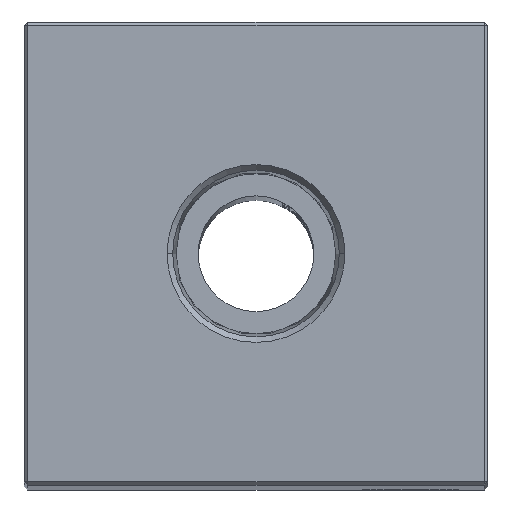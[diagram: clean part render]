
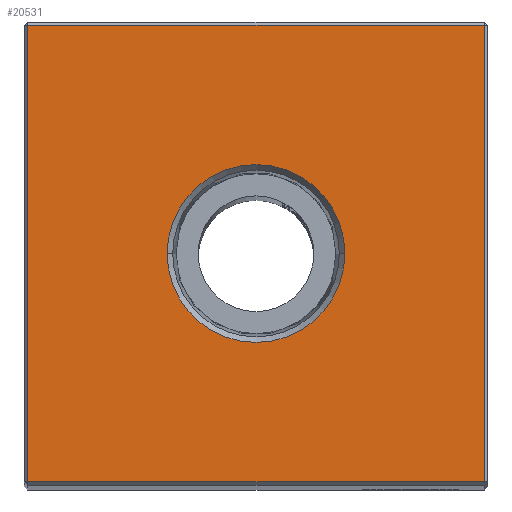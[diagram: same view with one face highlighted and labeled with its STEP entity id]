
A CAD part, top view. The second image highlights one B-rep face of the part: STEP entity #20531.
In plain terms, the highlighted planar face has unit normal (0, 0, 1).
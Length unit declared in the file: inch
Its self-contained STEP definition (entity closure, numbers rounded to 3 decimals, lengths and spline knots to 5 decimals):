
#278 = VECTOR ( 'NONE', #16171, 39.37008 ) ;
#616 = DIRECTION ( 'NONE',  ( 0., 0., 1. ) ) ;
#2028 = AXIS2_PLACEMENT_3D ( 'NONE', #15375, #616, #17834 ) ;
#3423 = LINE ( 'NONE', #27230, #15766 ) ;
#3811 = VERTEX_POINT ( 'NONE', #26840 ) ;
#4007 = CARTESIAN_POINT ( 'NONE',  ( -0.288, 0., 9.25 ) ) ;
#5218 = VERTEX_POINT ( 'NONE', #24444 ) ;
#5781 = ORIENTED_EDGE ( 'NONE', *, *, #13263, .T. ) ;
#6120 = EDGE_CURVE ( 'NONE', #9588, #16615, #28993, .T. ) ;
#7409 = VERTEX_POINT ( 'NONE', #24360 ) ;
#7892 = LINE ( 'NONE', #10929, #21038 ) ;
#9303 = DIRECTION ( 'NONE',  ( 0., 0., -1. ) ) ;
#9554 = EDGE_CURVE ( 'NONE', #5218, #3811, #29180, .T. ) ;
#9588 = VERTEX_POINT ( 'NONE', #11301 ) ;
#9999 = CIRCLE ( 'NONE', #25346, 0.288 ) ;
#10075 = FACE_BOUND ( 'NONE', #14801, .T. ) ;
#10929 = CARTESIAN_POINT ( 'NONE',  ( 0., -0.74, 9.25 ) ) ;
#11301 = CARTESIAN_POINT ( 'NONE',  ( 0.288, 0., 9.25 ) ) ;
#11646 = PLANE ( 'NONE',  #30299 ) ;
#11658 = CARTESIAN_POINT ( 'NONE',  ( 0., 0., 9.25 ) ) ;
#11812 = EDGE_CURVE ( 'NONE', #3811, #7409, #30925, .T. ) ;
#12005 = VECTOR ( 'NONE', #30501, 39.37008 ) ;
#13244 = CARTESIAN_POINT ( 'NONE',  ( 0., 0.74, 9.25 ) ) ;
#13263 = EDGE_CURVE ( 'NONE', #7409, #21649, #3423, .T. ) ;
#14151 = DIRECTION ( 'NONE',  ( 1., 0., 0. ) ) ;
#14801 = EDGE_LOOP ( 'NONE', ( #24189, #16330 ) ) ;
#15375 = CARTESIAN_POINT ( 'NONE',  ( 0., 0., 9.25 ) ) ;
#15766 = VECTOR ( 'NONE', #29747, 39.37008 ) ;
#16171 = DIRECTION ( 'NONE',  ( 0., 1., 0. ) ) ;
#16330 = ORIENTED_EDGE ( 'NONE', *, *, #31094, .F. ) ;
#16615 = VERTEX_POINT ( 'NONE', #4007 ) ;
#17834 = DIRECTION ( 'NONE',  ( 1., 0., 0. ) ) ;
#20531 = ADVANCED_FACE ( 'NONE', ( #28985, #10075 ), #11646, .F. ) ;
#21038 = VECTOR ( 'NONE', #28174, 39.37008 ) ;
#21649 = VERTEX_POINT ( 'NONE', #27065 ) ;
#24046 = CARTESIAN_POINT ( 'NONE',  ( 0., 0., 9.25 ) ) ;
#24189 = ORIENTED_EDGE ( 'NONE', *, *, #6120, .F. ) ;
#24360 = CARTESIAN_POINT ( 'NONE',  ( -0.74, 0.74, 9.25 ) ) ;
#24409 = ORIENTED_EDGE ( 'NONE', *, *, #24420, .T. ) ;
#24420 = EDGE_CURVE ( 'NONE', #21649, #5218, #7892, .T. ) ;
#24444 = CARTESIAN_POINT ( 'NONE',  ( 0.74, -0.74, 9.25 ) ) ;
#25346 = AXIS2_PLACEMENT_3D ( 'NONE', #11658, #28915, #14151 ) ;
#26512 = DIRECTION ( 'NONE',  ( -1., 0., 0. ) ) ;
#26840 = CARTESIAN_POINT ( 'NONE',  ( 0.74, 0.74, 9.25 ) ) ;
#27065 = CARTESIAN_POINT ( 'NONE',  ( -0.74, -0.74, 9.25 ) ) ;
#27230 = CARTESIAN_POINT ( 'NONE',  ( -0.74, 0., 9.25 ) ) ;
#27381 = ORIENTED_EDGE ( 'NONE', *, *, #11812, .T. ) ;
#28174 = DIRECTION ( 'NONE',  ( 1., 0., 0. ) ) ;
#28915 = DIRECTION ( 'NONE',  ( 0., 0., 1. ) ) ;
#28985 = FACE_OUTER_BOUND ( 'NONE', #30396, .T. ) ;
#28993 = CIRCLE ( 'NONE', #2028, 0.288 ) ;
#29180 = LINE ( 'NONE', #30958, #278 ) ;
#29747 = DIRECTION ( 'NONE',  ( 0., -1., 0. ) ) ;
#30299 = AXIS2_PLACEMENT_3D ( 'NONE', #24046, #9303, #26512 ) ;
#30396 = EDGE_LOOP ( 'NONE', ( #5781, #24409, #30491, #27381 ) ) ;
#30491 = ORIENTED_EDGE ( 'NONE', *, *, #9554, .T. ) ;
#30501 = DIRECTION ( 'NONE',  ( -1., 0., 0. ) ) ;
#30925 = LINE ( 'NONE', #13244, #12005 ) ;
#30958 = CARTESIAN_POINT ( 'NONE',  ( 0.74, 0., 9.25 ) ) ;
#31094 = EDGE_CURVE ( 'NONE', #16615, #9588, #9999, .T. ) ;
